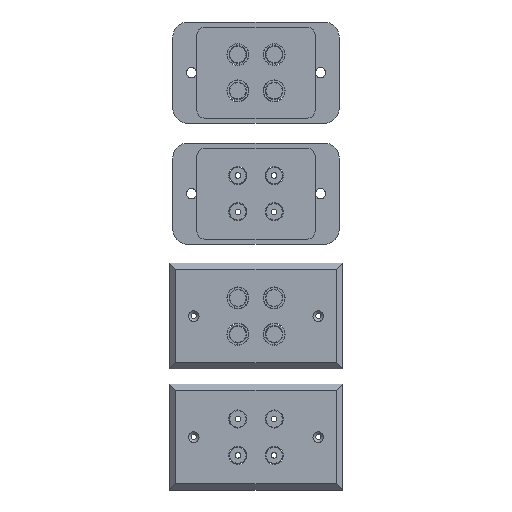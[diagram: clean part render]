
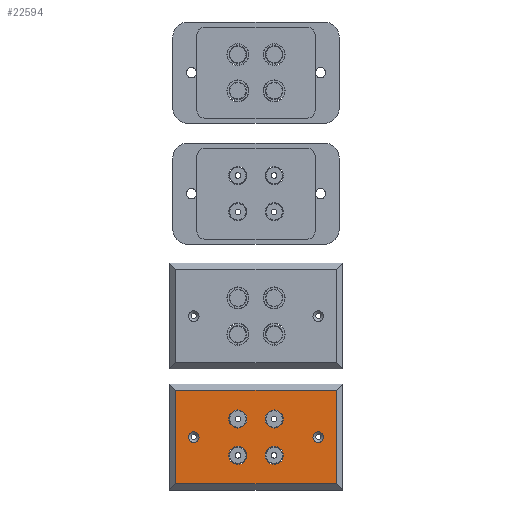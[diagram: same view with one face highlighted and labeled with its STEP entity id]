
A CAD part, top view. The second image highlights one B-rep face of the part: STEP entity #22594.
In plain terms, the highlighted planar face has unit normal (0, 0, 1).
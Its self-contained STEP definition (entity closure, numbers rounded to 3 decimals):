
#693=FACE_BOUND('',#3663,.T.);
#694=FACE_BOUND('',#3664,.T.);
#695=FACE_BOUND('',#3665,.T.);
#696=FACE_BOUND('',#3666,.T.);
#697=FACE_BOUND('',#3667,.T.);
#698=FACE_BOUND('',#3668,.T.);
#1264=CIRCLE('',#24404,3.479);
#1265=CIRCLE('',#24405,6.);
#1266=CIRCLE('',#24406,6.);
#1267=CIRCLE('',#24407,6.);
#1268=CIRCLE('',#24408,6.);
#1269=CIRCLE('',#24409,3.479);
#2378=FACE_OUTER_BOUND('',#3662,.T.);
#3662=EDGE_LOOP('',(#18149,#18150,#18151,#18152));
#3663=EDGE_LOOP('',(#18153));
#3664=EDGE_LOOP('',(#18154));
#3665=EDGE_LOOP('',(#18155));
#3666=EDGE_LOOP('',(#18156));
#3667=EDGE_LOOP('',(#18157));
#3668=EDGE_LOOP('',(#18158));
#5504=LINE('',#36482,#7782);
#5506=LINE('',#36486,#7784);
#5509=LINE('',#36492,#7787);
#5512=LINE('',#36497,#7790);
#7782=VECTOR('',#28998,10.);
#7784=VECTOR('',#29002,10.);
#7787=VECTOR('',#29007,10.);
#7790=VECTOR('',#29012,10.);
#10067=VERTEX_POINT('',#36479);
#10068=VERTEX_POINT('',#36481);
#10069=VERTEX_POINT('',#36485);
#10071=VERTEX_POINT('',#36491);
#10076=VERTEX_POINT('',#36510);
#10077=VERTEX_POINT('',#36512);
#10078=VERTEX_POINT('',#36514);
#10079=VERTEX_POINT('',#36516);
#10080=VERTEX_POINT('',#36518);
#10081=VERTEX_POINT('',#36520);
#12910=EDGE_CURVE('',#10067,#10068,#5504,.T.);
#12912=EDGE_CURVE('',#10069,#10067,#5506,.T.);
#12915=EDGE_CURVE('',#10071,#10069,#5509,.T.);
#12918=EDGE_CURVE('',#10068,#10071,#5512,.T.);
#12925=EDGE_CURVE('',#10076,#10076,#1264,.T.);
#12926=EDGE_CURVE('',#10077,#10077,#1265,.T.);
#12927=EDGE_CURVE('',#10078,#10078,#1266,.T.);
#12928=EDGE_CURVE('',#10079,#10079,#1267,.T.);
#12929=EDGE_CURVE('',#10080,#10080,#1268,.T.);
#12930=EDGE_CURVE('',#10081,#10081,#1269,.T.);
#18149=ORIENTED_EDGE('',*,*,#12910,.F.);
#18150=ORIENTED_EDGE('',*,*,#12912,.F.);
#18151=ORIENTED_EDGE('',*,*,#12915,.F.);
#18152=ORIENTED_EDGE('',*,*,#12918,.F.);
#18153=ORIENTED_EDGE('',*,*,#12925,.F.);
#18154=ORIENTED_EDGE('',*,*,#12926,.T.);
#18155=ORIENTED_EDGE('',*,*,#12927,.T.);
#18156=ORIENTED_EDGE('',*,*,#12928,.T.);
#18157=ORIENTED_EDGE('',*,*,#12929,.T.);
#18158=ORIENTED_EDGE('',*,*,#12930,.F.);
#21548=PLANE('',#24403);
#22594=ADVANCED_FACE('',(#2378,#693,#694,#695,#696,#697,#698),#21548,.T.);
#24403=AXIS2_PLACEMENT_3D('',#36509,#29023,#29024);
#24404=AXIS2_PLACEMENT_3D('',#36511,#29025,#29026);
#24405=AXIS2_PLACEMENT_3D('',#36513,#29027,#29028);
#24406=AXIS2_PLACEMENT_3D('',#36515,#29029,#29030);
#24407=AXIS2_PLACEMENT_3D('',#36517,#29031,#29032);
#24408=AXIS2_PLACEMENT_3D('',#36519,#29033,#29034);
#24409=AXIS2_PLACEMENT_3D('',#36521,#29035,#29036);
#28998=DIRECTION('',(0.,1.,0.));
#29002=DIRECTION('',(-1.,0.,0.));
#29007=DIRECTION('',(0.,-1.,0.));
#29012=DIRECTION('',(1.,0.,0.));
#29023=DIRECTION('center_axis',(0.,0.,1.));
#29024=DIRECTION('ref_axis',(1.,0.,0.));
#29025=DIRECTION('center_axis',(0.,0.,1.));
#29026=DIRECTION('ref_axis',(-1.,0.,0.));
#29027=DIRECTION('center_axis',(0.,0.,-1.));
#29028=DIRECTION('ref_axis',(-1.,0.,0.));
#29029=DIRECTION('center_axis',(0.,0.,-1.));
#29030=DIRECTION('ref_axis',(-1.,0.,0.));
#29031=DIRECTION('center_axis',(0.,0.,-1.));
#29032=DIRECTION('ref_axis',(-1.,0.,0.));
#29033=DIRECTION('center_axis',(0.,0.,-1.));
#29034=DIRECTION('ref_axis',(-1.,0.,0.));
#29035=DIRECTION('center_axis',(0.,0.,1.));
#29036=DIRECTION('ref_axis',(-1.,0.,0.));
#36479=CARTESIAN_POINT('',(36.85,-46.625,6.477));
#36481=CARTESIAN_POINT('',(36.85,15.225,6.477));
#36482=CARTESIAN_POINT('',(36.85,1.763,6.477));
#36485=CARTESIAN_POINT('',(143.15,-46.625,6.477));
#36486=CARTESIAN_POINT('',(61.425,-46.625,6.477));
#36491=CARTESIAN_POINT('',(143.15,15.225,6.477));
#36492=CARTESIAN_POINT('',(143.15,1.763,6.477));
#36497=CARTESIAN_POINT('',(61.425,15.225,6.477));
#36509=CARTESIAN_POINT('Origin',(90.,-15.7,6.477));
#36510=CARTESIAN_POINT('',(52.329,-15.7,6.477));
#36511=CARTESIAN_POINT('Origin',(48.85,-15.7,6.477));
#36512=CARTESIAN_POINT('',(108.,-3.7,6.477));
#36513=CARTESIAN_POINT('Origin',(102.,-3.7,6.477));
#36514=CARTESIAN_POINT('',(108.,-27.7,6.477));
#36515=CARTESIAN_POINT('Origin',(102.,-27.7,6.477));
#36516=CARTESIAN_POINT('',(84.,-27.7,6.477));
#36517=CARTESIAN_POINT('Origin',(78.,-27.7,6.477));
#36518=CARTESIAN_POINT('',(84.,-3.7,6.477));
#36519=CARTESIAN_POINT('Origin',(78.,-3.7,6.477));
#36520=CARTESIAN_POINT('',(134.629,-15.7,6.477));
#36521=CARTESIAN_POINT('Origin',(131.15,-15.7,6.477));
